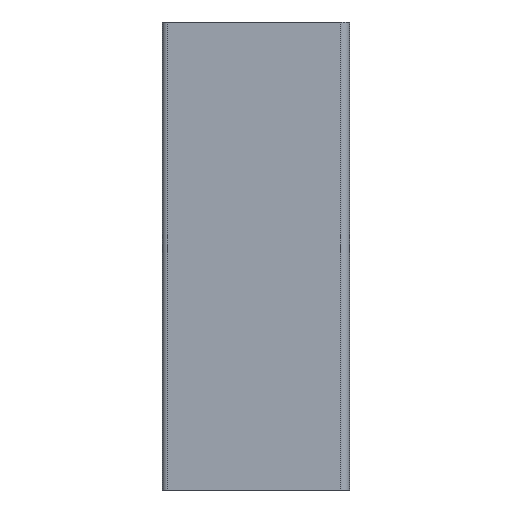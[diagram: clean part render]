
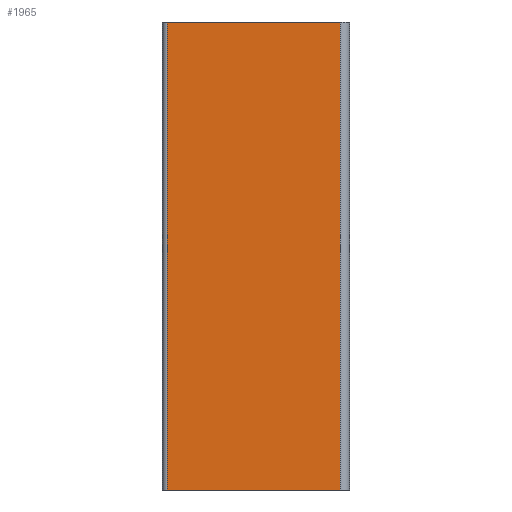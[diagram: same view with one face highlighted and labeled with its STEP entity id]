
A CAD part, left-side view. The second image highlights one B-rep face of the part: STEP entity #1965.
In plain terms, the highlighted planar face has unit normal (-1, 0, 0).
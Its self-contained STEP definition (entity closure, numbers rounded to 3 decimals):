
#964 = VERTEX_POINT('',#965);
#965 = CARTESIAN_POINT('',(-20.,-1.6,-25.));
#972 = EDGE_CURVE('',#964,#973,#975,.T.);
#973 = VERTEX_POINT('',#974);
#974 = CARTESIAN_POINT('',(-20.,16.893,-25.));
#975 = LINE('',#976,#977);
#976 = CARTESIAN_POINT('',(-20.,-1.6,-25.));
#977 = VECTOR('',#978,1.);
#978 = DIRECTION('',(0.,1.,0.));
#1946 = VERTEX_POINT('',#1947);
#1947 = CARTESIAN_POINT('',(-20.,-1.6,25.));
#1954 = EDGE_CURVE('',#1946,#964,#1955,.T.);
#1955 = LINE('',#1956,#1957);
#1956 = CARTESIAN_POINT('',(-20.,-1.6,0.));
#1957 = VECTOR('',#1958,1.);
#1958 = DIRECTION('',(0.,0.,-1.));
#1965 = ADVANCED_FACE('',(#1966),#1984,.T.);
#1966 = FACE_BOUND('',#1967,.T.);
#1967 = EDGE_LOOP('',(#1968,#1969,#1977,#1983));
#1968 = ORIENTED_EDGE('',*,*,#1954,.F.);
#1969 = ORIENTED_EDGE('',*,*,#1970,.F.);
#1970 = EDGE_CURVE('',#1971,#1946,#1973,.T.);
#1971 = VERTEX_POINT('',#1972);
#1972 = CARTESIAN_POINT('',(-20.,16.893,25.));
#1973 = LINE('',#1974,#1975);
#1974 = CARTESIAN_POINT('',(-20.,-1.6,25.));
#1975 = VECTOR('',#1976,1.);
#1976 = DIRECTION('',(0.,-1.,0.));
#1977 = ORIENTED_EDGE('',*,*,#1978,.T.);
#1978 = EDGE_CURVE('',#1971,#973,#1979,.T.);
#1979 = LINE('',#1980,#1981);
#1980 = CARTESIAN_POINT('',(-20.,16.893,0.));
#1981 = VECTOR('',#1982,1.);
#1982 = DIRECTION('',(0.,0.,-1.));
#1983 = ORIENTED_EDGE('',*,*,#972,.F.);
#1984 = PLANE('',#1985);
#1985 = AXIS2_PLACEMENT_3D('',#1986,#1987,#1988);
#1986 = CARTESIAN_POINT('',(-20.,16.893,0.));
#1987 = DIRECTION('',(-1.,0.,0.));
#1988 = DIRECTION('',(0.,-1.,0.));
